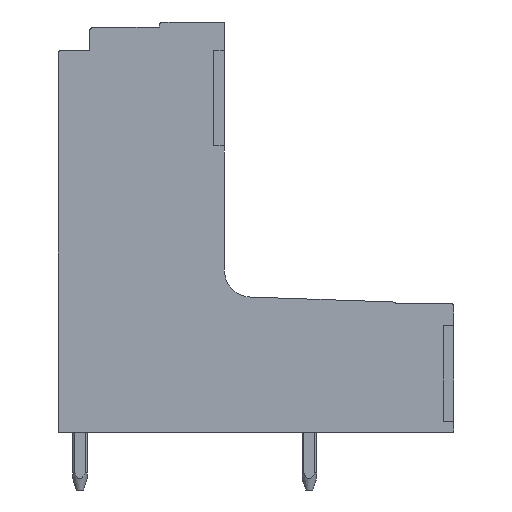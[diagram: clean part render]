
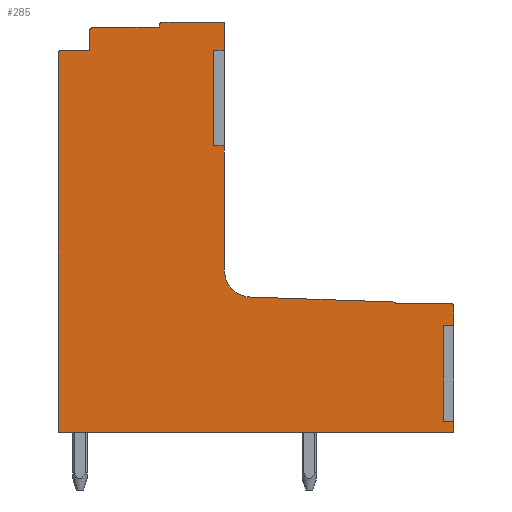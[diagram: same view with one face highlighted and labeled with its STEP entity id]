
A CAD part, left-side view. The second image highlights one B-rep face of the part: STEP entity #285.
In plain terms, the highlighted planar face has unit normal (-1, 0, 0).
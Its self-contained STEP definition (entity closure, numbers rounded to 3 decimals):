
#82=AXIS2_PLACEMENT_3D('Plane Axis2P3D',#79,#80,#81) ;
#93=AXIS2_PLACEMENT_3D('Circle Axis2P3D',#91,#92,$) ;
#107=AXIS2_PLACEMENT_3D('Circle Axis2P3D',#105,#106,$) ;
#121=AXIS2_PLACEMENT_3D('Circle Axis2P3D',#119,#120,$) ;
#163=AXIS2_PLACEMENT_3D('Circle Axis2P3D',#161,#162,$) ;
#177=AXIS2_PLACEMENT_3D('Circle Axis2P3D',#175,#176,$) ;
#198=AXIS2_PLACEMENT_3D('Circle Axis2P3D',#196,#197,$) ;
#219=AXIS2_PLACEMENT_3D('Circle Axis2P3D',#217,#218,$) ;
#36=CARTESIAN_POINT('Line Origine',(0.3,0.3,9.1)) ;
#40=CARTESIAN_POINT('Vertex',(0.3,0.,9.1)) ;
#42=CARTESIAN_POINT('Vertex',(0.3,0.6,9.1)) ;
#79=CARTESIAN_POINT('Axis2P3D Location',(0.3,0.,0.)) ;
#84=CARTESIAN_POINT('Line Origine',(0.3,0.,9.65)) ;
#88=CARTESIAN_POINT('Vertex',(0.3,0.,10.2)) ;
#91=CARTESIAN_POINT('Axis2P3D Location',(0.3,0.1,10.2)) ;
#95=CARTESIAN_POINT('Vertex',(0.3,0.1,10.3)) ;
#98=CARTESIAN_POINT('Line Origine',(0.3,1.65,10.3)) ;
#102=CARTESIAN_POINT('Vertex',(0.3,3.2,10.3)) ;
#105=CARTESIAN_POINT('Axis2P3D Location',(0.3,3.406,10.152)) ;
#109=CARTESIAN_POINT('Vertex',(0.3,3.397,10.406)) ;
#112=CARTESIAN_POINT('Line Origine',(0.3,7.325,10.543)) ;
#116=CARTESIAN_POINT('Vertex',(0.3,11.252,10.68)) ;
#119=CARTESIAN_POINT('Axis2P3D Location',(0.3,11.2,12.179)) ;
#123=CARTESIAN_POINT('Vertex',(0.3,12.7,12.179)) ;
#126=CARTESIAN_POINT('Line Origine',(0.3,12.7,15.61)) ;
#130=CARTESIAN_POINT('Vertex',(0.3,12.7,19.04)) ;
#133=CARTESIAN_POINT('Line Origine',(0.3,13.,19.04)) ;
#137=CARTESIAN_POINT('Vertex',(0.3,13.3,19.04)) ;
#140=CARTESIAN_POINT('Line Origine',(0.3,13.3,21.69)) ;
#144=CARTESIAN_POINT('Vertex',(0.3,13.3,24.34)) ;
#147=CARTESIAN_POINT('Line Origine',(0.3,13.,24.34)) ;
#151=CARTESIAN_POINT('Vertex',(0.3,12.7,24.34)) ;
#154=CARTESIAN_POINT('Line Origine',(0.3,12.7,25.07)) ;
#158=CARTESIAN_POINT('Vertex',(0.3,12.7,25.8)) ;
#161=CARTESIAN_POINT('Axis2P3D Location',(0.3,12.8,25.8)) ;
#165=CARTESIAN_POINT('Vertex',(0.3,12.8,25.9)) ;
#168=CARTESIAN_POINT('Line Origine',(0.3,14.45,25.9)) ;
#172=CARTESIAN_POINT('Vertex',(0.3,16.1,25.9)) ;
#175=CARTESIAN_POINT('Axis2P3D Location',(0.3,16.1,25.7)) ;
#179=CARTESIAN_POINT('Vertex',(0.3,16.3,25.7)) ;
#182=CARTESIAN_POINT('Line Origine',(0.3,16.3,25.65)) ;
#186=CARTESIAN_POINT('Vertex',(0.3,16.3,25.6)) ;
#189=CARTESIAN_POINT('Line Origine',(0.3,18.125,25.6)) ;
#193=CARTESIAN_POINT('Vertex',(0.3,19.95,25.6)) ;
#196=CARTESIAN_POINT('Axis2P3D Location',(0.3,19.95,25.4)) ;
#200=CARTESIAN_POINT('Vertex',(0.3,20.15,25.4)) ;
#203=CARTESIAN_POINT('Line Origine',(0.3,20.15,24.87)) ;
#207=CARTESIAN_POINT('Vertex',(0.3,20.15,24.34)) ;
#210=CARTESIAN_POINT('Line Origine',(0.3,20.925,24.34)) ;
#214=CARTESIAN_POINT('Vertex',(0.3,21.7,24.34)) ;
#217=CARTESIAN_POINT('Axis2P3D Location',(0.3,21.7,24.14)) ;
#221=CARTESIAN_POINT('Vertex',(0.3,21.9,24.14)) ;
#224=CARTESIAN_POINT('Line Origine',(0.3,21.9,13.67)) ;
#228=CARTESIAN_POINT('Vertex',(0.3,21.9,3.2)) ;
#231=CARTESIAN_POINT('Line Origine',(0.3,10.95,3.2)) ;
#235=CARTESIAN_POINT('Vertex',(0.3,0.,3.2)) ;
#238=CARTESIAN_POINT('Line Origine',(0.3,0.,3.5)) ;
#242=CARTESIAN_POINT('Vertex',(0.3,0.,3.8)) ;
#245=CARTESIAN_POINT('Line Origine',(0.3,0.3,3.8)) ;
#249=CARTESIAN_POINT('Vertex',(0.3,0.6,3.8)) ;
#252=CARTESIAN_POINT('Line Origine',(0.3,0.6,6.45)) ;
#37=DIRECTION('Vector Direction',(0.,-1.,0.)) ;
#80=DIRECTION('Axis2P3D Direction',(-1.,0.,0.)) ;
#81=DIRECTION('Axis2P3D XDirection',(0.,0.,1.)) ;
#85=DIRECTION('Vector Direction',(0.,0.,-1.)) ;
#92=DIRECTION('Axis2P3D Direction',(-1.,0.,0.)) ;
#99=DIRECTION('Vector Direction',(0.,-1.,0.)) ;
#106=DIRECTION('Axis2P3D Direction',(-1.,0.,0.)) ;
#113=DIRECTION('Vector Direction',(0.,-0.999,-0.035)) ;
#120=DIRECTION('Axis2P3D Direction',(-1.,0.,0.)) ;
#127=DIRECTION('Vector Direction',(0.,0.,-1.)) ;
#134=DIRECTION('Vector Direction',(0.,1.,0.)) ;
#141=DIRECTION('Vector Direction',(0.,0.,1.)) ;
#148=DIRECTION('Vector Direction',(0.,-1.,0.)) ;
#155=DIRECTION('Vector Direction',(0.,0.,-1.)) ;
#162=DIRECTION('Axis2P3D Direction',(-1.,0.,0.)) ;
#169=DIRECTION('Vector Direction',(0.,-1.,0.)) ;
#176=DIRECTION('Axis2P3D Direction',(-1.,0.,0.)) ;
#183=DIRECTION('Vector Direction',(0.,0.,1.)) ;
#190=DIRECTION('Vector Direction',(0.,-1.,0.)) ;
#197=DIRECTION('Axis2P3D Direction',(-1.,0.,0.)) ;
#204=DIRECTION('Vector Direction',(0.,0.,1.)) ;
#211=DIRECTION('Vector Direction',(0.,-1.,0.)) ;
#218=DIRECTION('Axis2P3D Direction',(-1.,0.,0.)) ;
#225=DIRECTION('Vector Direction',(0.,0.,1.)) ;
#232=DIRECTION('Vector Direction',(0.,1.,0.)) ;
#239=DIRECTION('Vector Direction',(0.,0.,-1.)) ;
#246=DIRECTION('Vector Direction',(0.,1.,0.)) ;
#253=DIRECTION('Vector Direction',(0.,0.,1.)) ;
#38=VECTOR('Line Direction',#37,1.) ;
#86=VECTOR('Line Direction',#85,1.) ;
#100=VECTOR('Line Direction',#99,1.) ;
#114=VECTOR('Line Direction',#113,1.) ;
#128=VECTOR('Line Direction',#127,1.) ;
#135=VECTOR('Line Direction',#134,1.) ;
#142=VECTOR('Line Direction',#141,1.) ;
#149=VECTOR('Line Direction',#148,1.) ;
#156=VECTOR('Line Direction',#155,1.) ;
#170=VECTOR('Line Direction',#169,1.) ;
#184=VECTOR('Line Direction',#183,1.) ;
#191=VECTOR('Line Direction',#190,1.) ;
#205=VECTOR('Line Direction',#204,1.) ;
#212=VECTOR('Line Direction',#211,1.) ;
#226=VECTOR('Line Direction',#225,1.) ;
#233=VECTOR('Line Direction',#232,1.) ;
#240=VECTOR('Line Direction',#239,1.) ;
#247=VECTOR('Line Direction',#246,1.) ;
#254=VECTOR('Line Direction',#253,1.) ;
#258=ORIENTED_EDGE('',*,*,#90,.T.) ;
#259=ORIENTED_EDGE('',*,*,#97,.T.) ;
#260=ORIENTED_EDGE('',*,*,#104,.T.) ;
#261=ORIENTED_EDGE('',*,*,#111,.T.) ;
#262=ORIENTED_EDGE('',*,*,#118,.T.) ;
#263=ORIENTED_EDGE('',*,*,#125,.T.) ;
#264=ORIENTED_EDGE('',*,*,#132,.T.) ;
#265=ORIENTED_EDGE('',*,*,#139,.F.) ;
#266=ORIENTED_EDGE('',*,*,#146,.F.) ;
#267=ORIENTED_EDGE('',*,*,#153,.F.) ;
#268=ORIENTED_EDGE('',*,*,#160,.T.) ;
#269=ORIENTED_EDGE('',*,*,#167,.T.) ;
#270=ORIENTED_EDGE('',*,*,#174,.T.) ;
#271=ORIENTED_EDGE('',*,*,#181,.T.) ;
#272=ORIENTED_EDGE('',*,*,#188,.T.) ;
#273=ORIENTED_EDGE('',*,*,#195,.T.) ;
#274=ORIENTED_EDGE('',*,*,#202,.T.) ;
#275=ORIENTED_EDGE('',*,*,#209,.T.) ;
#276=ORIENTED_EDGE('',*,*,#216,.T.) ;
#277=ORIENTED_EDGE('',*,*,#223,.T.) ;
#278=ORIENTED_EDGE('',*,*,#230,.T.) ;
#279=ORIENTED_EDGE('',*,*,#237,.T.) ;
#280=ORIENTED_EDGE('',*,*,#244,.T.) ;
#281=ORIENTED_EDGE('',*,*,#251,.F.) ;
#282=ORIENTED_EDGE('',*,*,#256,.F.) ;
#283=ORIENTED_EDGE('',*,*,#44,.F.) ;
#285=ADVANCED_FACE('HOUSING',(#284),#83,.T.) ;
#94=CIRCLE('generated circle',#93,0.1) ;
#108=CIRCLE('generated circle',#107,0.253) ;
#122=CIRCLE('generated circle',#121,1.5) ;
#164=CIRCLE('generated circle',#163,0.1) ;
#178=CIRCLE('generated circle',#177,0.2) ;
#199=CIRCLE('generated circle',#198,0.2) ;
#220=CIRCLE('generated circle',#219,0.2) ;
#44=EDGE_CURVE('',#41,#43,#39,.F.) ;
#90=EDGE_CURVE('',#41,#89,#87,.F.) ;
#97=EDGE_CURVE('',#89,#96,#94,.T.) ;
#104=EDGE_CURVE('',#96,#103,#101,.F.) ;
#111=EDGE_CURVE('',#103,#110,#108,.T.) ;
#118=EDGE_CURVE('',#110,#117,#115,.F.) ;
#125=EDGE_CURVE('',#117,#124,#122,.F.) ;
#132=EDGE_CURVE('',#124,#131,#129,.F.) ;
#139=EDGE_CURVE('',#138,#131,#136,.F.) ;
#146=EDGE_CURVE('',#145,#138,#143,.F.) ;
#153=EDGE_CURVE('',#152,#145,#150,.F.) ;
#160=EDGE_CURVE('',#152,#159,#157,.F.) ;
#167=EDGE_CURVE('',#159,#166,#164,.T.) ;
#174=EDGE_CURVE('',#166,#173,#171,.F.) ;
#181=EDGE_CURVE('',#173,#180,#178,.T.) ;
#188=EDGE_CURVE('',#180,#187,#185,.F.) ;
#195=EDGE_CURVE('',#187,#194,#192,.F.) ;
#202=EDGE_CURVE('',#194,#201,#199,.T.) ;
#209=EDGE_CURVE('',#201,#208,#206,.F.) ;
#216=EDGE_CURVE('',#208,#215,#213,.F.) ;
#223=EDGE_CURVE('',#215,#222,#220,.T.) ;
#230=EDGE_CURVE('',#222,#229,#227,.F.) ;
#237=EDGE_CURVE('',#229,#236,#234,.F.) ;
#244=EDGE_CURVE('',#236,#243,#241,.F.) ;
#251=EDGE_CURVE('',#250,#243,#248,.F.) ;
#256=EDGE_CURVE('',#43,#250,#255,.F.) ;
#257=EDGE_LOOP('',(#258,#259,#260,#261,#262,#263,#264,#265,#266,#267,#268,#269,#270,#271,#272,#273,#274,#275,#276,#277,#278,#279,#280,#281,#282,#283)) ;
#284=FACE_OUTER_BOUND('',#257,.T.) ;
#39=LINE('Line',#36,#38) ;
#87=LINE('Line',#84,#86) ;
#101=LINE('Line',#98,#100) ;
#115=LINE('Line',#112,#114) ;
#129=LINE('Line',#126,#128) ;
#136=LINE('Line',#133,#135) ;
#143=LINE('Line',#140,#142) ;
#150=LINE('Line',#147,#149) ;
#157=LINE('Line',#154,#156) ;
#171=LINE('Line',#168,#170) ;
#185=LINE('Line',#182,#184) ;
#192=LINE('Line',#189,#191) ;
#206=LINE('Line',#203,#205) ;
#213=LINE('Line',#210,#212) ;
#227=LINE('Line',#224,#226) ;
#234=LINE('Line',#231,#233) ;
#241=LINE('Line',#238,#240) ;
#248=LINE('Line',#245,#247) ;
#255=LINE('Line',#252,#254) ;
#83=PLANE('',#82) ;
#41=VERTEX_POINT('',#40) ;
#43=VERTEX_POINT('',#42) ;
#89=VERTEX_POINT('',#88) ;
#96=VERTEX_POINT('',#95) ;
#103=VERTEX_POINT('',#102) ;
#110=VERTEX_POINT('',#109) ;
#117=VERTEX_POINT('',#116) ;
#124=VERTEX_POINT('',#123) ;
#131=VERTEX_POINT('',#130) ;
#138=VERTEX_POINT('',#137) ;
#145=VERTEX_POINT('',#144) ;
#152=VERTEX_POINT('',#151) ;
#159=VERTEX_POINT('',#158) ;
#166=VERTEX_POINT('',#165) ;
#173=VERTEX_POINT('',#172) ;
#180=VERTEX_POINT('',#179) ;
#187=VERTEX_POINT('',#186) ;
#194=VERTEX_POINT('',#193) ;
#201=VERTEX_POINT('',#200) ;
#208=VERTEX_POINT('',#207) ;
#215=VERTEX_POINT('',#214) ;
#222=VERTEX_POINT('',#221) ;
#229=VERTEX_POINT('',#228) ;
#236=VERTEX_POINT('',#235) ;
#243=VERTEX_POINT('',#242) ;
#250=VERTEX_POINT('',#249) ;
